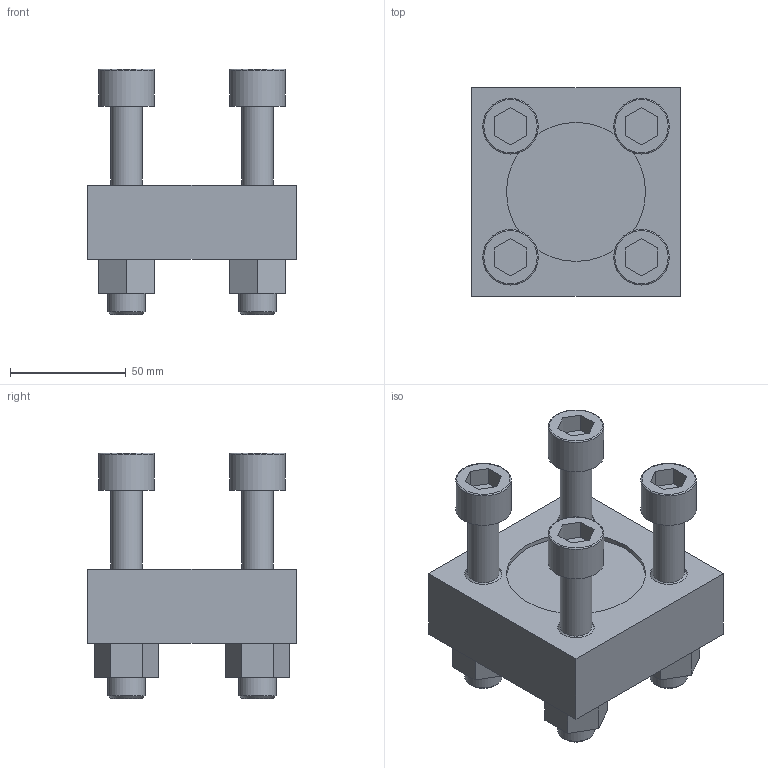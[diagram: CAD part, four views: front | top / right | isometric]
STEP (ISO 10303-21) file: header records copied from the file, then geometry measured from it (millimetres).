
FILE_DESCRIPTION(/* description */ ('STEP AP203'),/* implementation_level */ '2;1');
FILE_NAME(/* name */ 'Counter Blind Flange FGB 25-5-01',/* time_stamp */ '2025-01-17T14:36:16+01:00',/* author */ ('License CC BY-ND 4.0'),/* organization */ ('CADENAS'),/* preprocessor_version */ 'ST-DEVELOPER v19.3',/* originating_system */ 'PARTsolutions',/* authorisation */ ' ');
FILE_SCHEMA (('CONFIG_CONTROL_DESIGN'));
Length unit declared in the file: millimetre
Products named in the file (1): Gegen-Blindflansch FGB 25-5-01
Bounding box: 90 x 90 x 106 mm (x, y, z)
Volume: 333292.7 mm3; surface area: 49623.3 mm2
Topology: 1 solids, 1 shells, 104 faces, 236 edges, 155 vertices
Faces by surface type: plane 75, cylinder 17, cone 8, torus 4
Full cylindrical faces by diameter (mm): 13.546 x4, 16 x8, 24 x4, 60 x1
Entity records: 2690 total; most frequent: DIRECTION 450, CARTESIAN_POINT 449, ORIENTED_EDGE 396, EDGE_CURVE 198, LINE 156, VECTOR 156, EDGE_LOOP 154, FACE_BOUND 154
